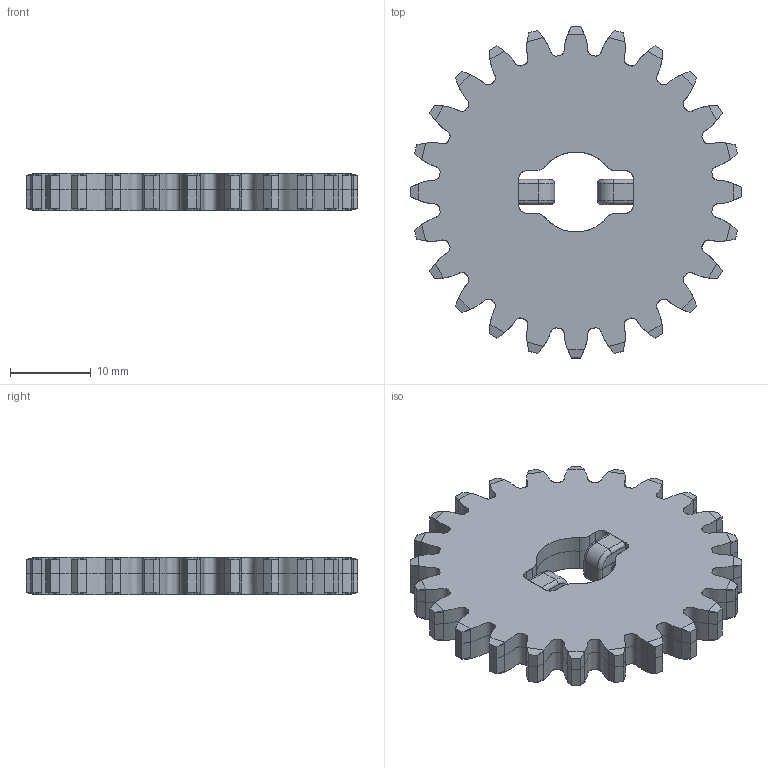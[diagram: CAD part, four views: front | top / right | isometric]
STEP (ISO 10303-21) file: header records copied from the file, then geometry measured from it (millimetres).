
FILE_DESCRIPTION((''),'2;1');
FILE_NAME('GS24.stp','2025-02-06T18:45:45',(''),(''),'AutoCAD STEP 2000i','AutoCAD 2000i',', , ');
FILE_SCHEMA(('CONFIG_CONTROL_DESIGN'));
Length unit declared in the file: millimetre
Products named in the file (1): GS24
Bounding box: 41.13 x 41.13 x 4.6 mm (x, y, z)
Surface area: 3762.8 mm2 (no closed solid volume)
Topology: 0 solids, 0 shells, 436 faces, 1850 edges, 1739 vertices
Faces by surface type: bspline 436
Entity records: 33480 total; most frequent: CARTESIAN_POINT 25435, QUASI_UNIFORM_CURVE 2494, PCURVE 1742, COMPOSITE_CURVE_SEGMENT 1742, B_SPLINE_CURVE_WITH_KNOTS 762, OUTER_BOUNDARY_CURVE 436, CURVE_BOUNDED_SURFACE 436, QUASI_UNIFORM_SURFACE 174
